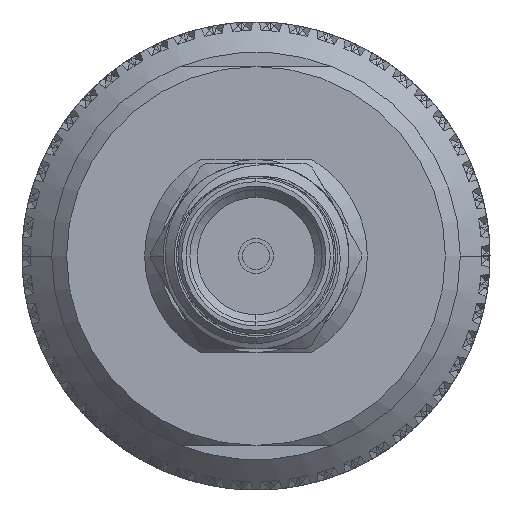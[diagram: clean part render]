
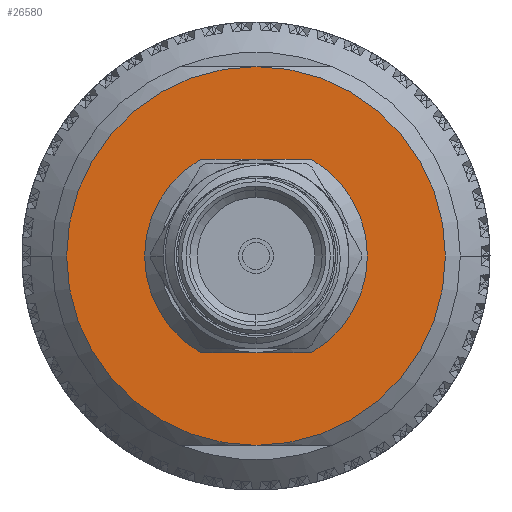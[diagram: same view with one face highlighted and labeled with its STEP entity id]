
A CAD part, left-side view. The second image highlights one B-rep face of the part: STEP entity #26580.
In plain terms, the highlighted face is planar.
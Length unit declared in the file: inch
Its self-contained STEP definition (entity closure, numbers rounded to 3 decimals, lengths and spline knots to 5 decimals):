
#1050 = EDGE_CURVE ( 'NONE', #17759, #17222, #5222, .T. ) ;
#1070 = EDGE_LOOP ( 'NONE', ( #56828, #23479, #88573, #29433 ) ) ;
#2028 = DIRECTION ( 'NONE',  ( 0., 1., 0. ) ) ;
#2996 = DIRECTION ( 'NONE',  ( -1., 0., 0. ) ) ;
#4485 = VERTEX_POINT ( 'NONE', #60598 ) ;
#5222 = CIRCLE ( 'NONE', #70737, 0.15 ) ;
#6743 = VERTEX_POINT ( 'NONE', #30760 ) ;
#8163 = EDGE_CURVE ( 'NONE', #17759, #6743, #28142, .T. ) ;
#14341 = CARTESIAN_POINT ( 'NONE',  ( 0.98, 0., -0.255 ) ) ;
#15025 = VECTOR ( 'NONE', #2028, 39.37008 ) ;
#17222 = VERTEX_POINT ( 'NONE', #53108 ) ;
#17759 = VERTEX_POINT ( 'NONE', #72280 ) ;
#20860 = DIRECTION ( 'NONE',  ( 0., 0., -1. ) ) ;
#20973 = AXIS2_PLACEMENT_3D ( 'NONE', #88697, #81726, #51609 ) ;
#21478 = CIRCLE ( 'NONE', #71330, 0.255 ) ;
#22620 = AXIS2_PLACEMENT_3D ( 'NONE', #56320, #2996, #33849 ) ;
#23479 = ORIENTED_EDGE ( 'NONE', *, *, #95603, .T. ) ;
#25166 = AXIS2_PLACEMENT_3D ( 'NONE', #51154, #89564, #96216 ) ;
#26580 = ADVANCED_FACE ( 'NONE', ( #33358, #59368 ), #82400, .T. ) ;
#28142 = LINE ( 'NONE', #63324, #15025 ) ;
#29433 = ORIENTED_EDGE ( 'NONE', *, *, #8163, .F. ) ;
#30760 = CARTESIAN_POINT ( 'NONE',  ( 0.98, 0.07483, -0.13 ) ) ;
#32301 = CARTESIAN_POINT ( 'NONE',  ( 0.98, 0.07483, 0.13 ) ) ;
#33358 = FACE_BOUND ( 'NONE', #1070, .T. ) ;
#33849 = DIRECTION ( 'NONE',  ( 0., 0., 1. ) ) ;
#40435 = ORIENTED_EDGE ( 'NONE', *, *, #78460, .T. ) ;
#42031 = DIRECTION ( 'NONE',  ( -1., 0., 0. ) ) ;
#43110 = CIRCLE ( 'NONE', #25166, 0.255 ) ;
#45788 = CARTESIAN_POINT ( 'NONE',  ( 0.98, -0.215, 0.13 ) ) ;
#51154 = CARTESIAN_POINT ( 'NONE',  ( 0.98, 0., 0. ) ) ;
#51609 = DIRECTION ( 'NONE',  ( 0., 0., -1. ) ) ;
#52332 = DIRECTION ( 'NONE',  ( 1., 0., 0. ) ) ;
#53108 = CARTESIAN_POINT ( 'NONE',  ( 0.98, -0.07483, 0.13 ) ) ;
#53403 = DIRECTION ( 'NONE',  ( 0., 1., 0. ) ) ;
#56320 = CARTESIAN_POINT ( 'NONE',  ( 0.98, 0., 0. ) ) ;
#56828 = ORIENTED_EDGE ( 'NONE', *, *, #1050, .T. ) ;
#59368 = FACE_OUTER_BOUND ( 'NONE', #98194, .T. ) ;
#60598 = CARTESIAN_POINT ( 'NONE',  ( 0.98, 0., 0.255 ) ) ;
#63324 = CARTESIAN_POINT ( 'NONE',  ( 0.98, -0.215, -0.13 ) ) ;
#64852 = DIRECTION ( 'NONE',  ( 0., 0., 1. ) ) ;
#65973 = CIRCLE ( 'NONE', #22620, 0.15 ) ;
#70737 = AXIS2_PLACEMENT_3D ( 'NONE', #88049, #42031, #64852 ) ;
#71330 = AXIS2_PLACEMENT_3D ( 'NONE', #97713, #52332, #20860 ) ;
#72280 = CARTESIAN_POINT ( 'NONE',  ( 0.98, -0.07483, -0.13 ) ) ;
#73251 = VECTOR ( 'NONE', #53403, 39.37008 ) ;
#75507 = EDGE_CURVE ( 'NONE', #4485, #86576, #43110, .T. ) ;
#78460 = EDGE_CURVE ( 'NONE', #86576, #4485, #21478, .T. ) ;
#79109 = LINE ( 'NONE', #45788, #73251 ) ;
#81726 = DIRECTION ( 'NONE',  ( 1., 0., 0. ) ) ;
#81921 = VERTEX_POINT ( 'NONE', #32301 ) ;
#82400 = PLANE ( 'NONE',  #20973 ) ;
#83820 = ORIENTED_EDGE ( 'NONE', *, *, #75507, .T. ) ;
#86576 = VERTEX_POINT ( 'NONE', #14341 ) ;
#88049 = CARTESIAN_POINT ( 'NONE',  ( 0.98, 0., 0. ) ) ;
#88573 = ORIENTED_EDGE ( 'NONE', *, *, #95749, .T. ) ;
#88697 = CARTESIAN_POINT ( 'NONE',  ( 0.98, 0., 0. ) ) ;
#89564 = DIRECTION ( 'NONE',  ( 1., 0., 0. ) ) ;
#95603 = EDGE_CURVE ( 'NONE', #17222, #81921, #79109, .T. ) ;
#95749 = EDGE_CURVE ( 'NONE', #81921, #6743, #65973, .T. ) ;
#96216 = DIRECTION ( 'NONE',  ( 0., 0., -1. ) ) ;
#97713 = CARTESIAN_POINT ( 'NONE',  ( 0.98, 0., 0. ) ) ;
#98194 = EDGE_LOOP ( 'NONE', ( #40435, #83820 ) ) ;
